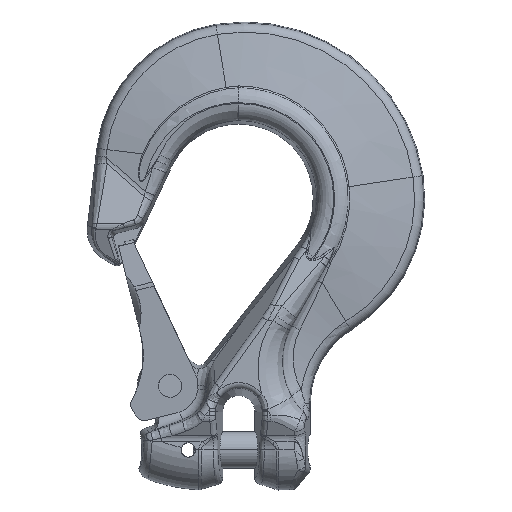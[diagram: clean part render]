
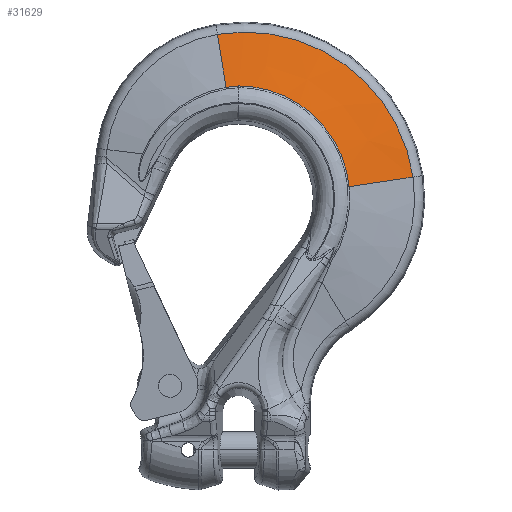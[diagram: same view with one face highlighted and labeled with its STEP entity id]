
A CAD part, front view. The second image highlights one B-rep face of the part: STEP entity #31629.
In plain terms, the highlighted conical face has half-angle 78.408 degrees and reference radius 59.495 mm.
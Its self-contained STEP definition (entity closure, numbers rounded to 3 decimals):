
#9264=DIRECTION('',(0.969,0.201,0.145));
#9265=VECTOR('',#9264,28.477);
#9266=CARTESIAN_POINT('',(47.639,-12.792,5.086));
#9267=LINE('',#9266,#9265);
#9275=CARTESIAN_POINT('',(47.639,-12.792,5.086));
#9627=DIRECTION('',(-0.158,0.201,0.967));
#9628=VECTOR('',#9627,23.651);
#9629=CARTESIAN_POINT('',(-5.524,-11.822,
47.973));
#9630=LINE('',#9629,#9628);
#9631=CARTESIAN_POINT('',(-0.013,-11.82,
48.575));
#9632=CARTESIAN_POINT('',(-0.633,-11.82,
48.546));
#9633=CARTESIAN_POINT('',(-1.87,-11.819,
48.461));
#9634=CARTESIAN_POINT('',(-3.709,-11.82,
48.26));
#9635=CARTESIAN_POINT('',(-4.922,-11.821,
48.077));
#9636=CARTESIAN_POINT('',(-5.524,-11.822,
47.973));
#9638=CARTESIAN_POINT('',(47.639,-12.792,5.086));
#9639=CARTESIAN_POINT('',(47.409,-12.768,7.435));
#9640=CARTESIAN_POINT('',(46.6,-12.715,12.094));
#9641=CARTESIAN_POINT('',(44.383,-12.626,18.828));
#9642=CARTESIAN_POINT('',(41.208,-12.529,25.163));
#9643=CARTESIAN_POINT('',(37.143,-12.426,30.964));
#9644=CARTESIAN_POINT('',(32.276,-12.32,36.109));
#9645=CARTESIAN_POINT('',(26.708,-12.213,40.487));
#9646=CARTESIAN_POINT('',(20.561,-12.107,44.005));
#9647=CARTESIAN_POINT('',(13.963,-12.005,46.588));
#9648=CARTESIAN_POINT('',(7.057,-11.908,48.181));
#9649=CARTESIAN_POINT('',(2.344,-11.849,48.558));
#9650=CARTESIAN_POINT('',(-0.013,-11.82,
48.575));
#9652=CARTESIAN_POINT('',(2.592,-7.07,
-1.642));
#9653=DIRECTION('',(0.,-1.,0.));
#9654=DIRECTION('',(0.989,0.,0.148));
#9655=AXIS2_PLACEMENT_3D('',#9652,#9653,#9654);
#16810=CARTESIAN_POINT('',(75.229,-7.07,
9.207));
#16811=VERTEX_POINT('',#16810);
#16816=VERTEX_POINT('',#9275);
#17346=CARTESIAN_POINT('',(-9.265,-7.07,
70.838));
#17347=VERTEX_POINT('',#17346);
#17348=VERTEX_POINT('',#9650);
#17349=VERTEX_POINT('',#9636);
#31614=CARTESIAN_POINT('',(2.592,-9.931,
-1.642));
#31615=DIRECTION('',(0.,1.,0.));
#31616=DIRECTION('',(0.989,0.,0.148));
#31617=AXIS2_PLACEMENT_3D('',#31614,#31615,#31616);
#31618=CONICAL_SURFACE('',#31617,59.495,78.408);
#31620=ORIENTED_EDGE('',*,*,#31619,.T.);
#31622=ORIENTED_EDGE('',*,*,#31621,.F.);
#31624=ORIENTED_EDGE('',*,*,#31623,.F.);
#31625=ORIENTED_EDGE('',*,*,#31607,.F.);
#31626=ORIENTED_EDGE('',*,*,#30210,.T.);
#31627=EDGE_LOOP('',(#31620,#31622,#31624,#31625,#31626));
#31628=FACE_OUTER_BOUND('',#31627,.F.);
#31629=ADVANCED_FACE('',(#31628),#31618,.F.);
#9637=B_SPLINE_CURVE_WITH_KNOTS('',3,(#9631,#9632,#9633,#9634,#9635,#9636),
.UNSPECIFIED.,.F.,.F.,(4,1,1,4),(0.,0.333,0.667,1.),
.UNSPECIFIED.);
#9651=B_SPLINE_CURVE_WITH_KNOTS('',3,(#9638,#9639,#9640,#9641,#9642,#9643,#9644,
#9645,#9646,#9647,#9648,#9649,#9650),.UNSPECIFIED.,.F.,.F.,(4,1,1,1,1,1,1,1,1,1,
4),(0.,0.1,0.2,0.3,0.4,0.5,0.6,0.7,0.8,0.9,1.),
.UNSPECIFIED.);
#9656=CIRCLE('',#9655,73.443);
#30210=EDGE_CURVE('',#16816,#16811,#9267,.T.);
#31607=EDGE_CURVE('',#16816,#17348,#9651,.T.);
#31619=EDGE_CURVE('',#16811,#17347,#9656,.T.);
#31621=EDGE_CURVE('',#17349,#17347,#9630,.T.);
#31623=EDGE_CURVE('',#17348,#17349,#9637,.T.);
